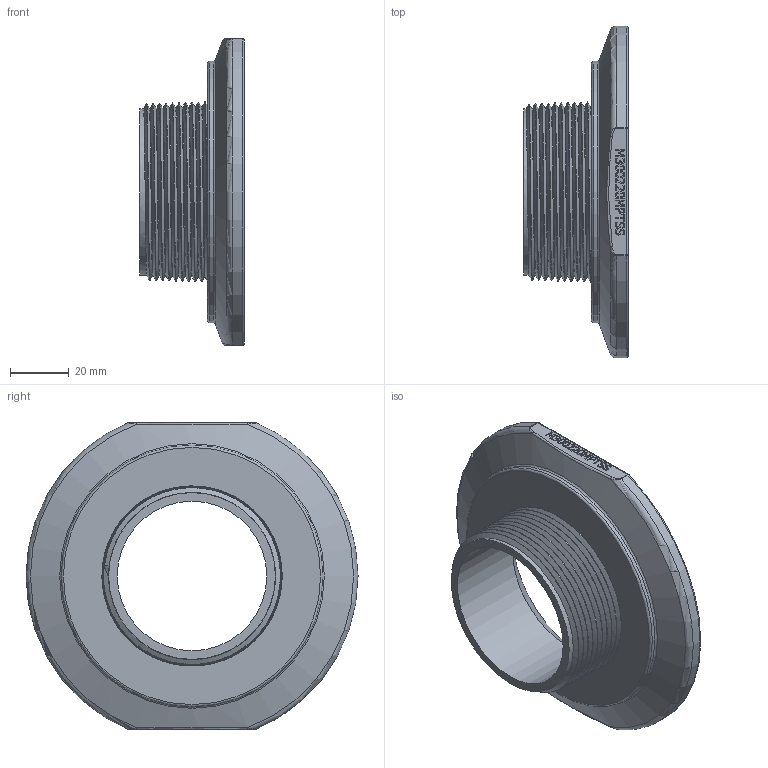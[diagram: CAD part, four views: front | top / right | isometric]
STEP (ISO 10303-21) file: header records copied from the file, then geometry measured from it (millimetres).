
FILE_DESCRIPTION((''),'2;1');
FILE_NAME('M300220MPTSS.stp','2013-06-20T11:40:58',('mclevenger'),(''),'Autodesk Inventor 2013','Autodesk Inventor 2013','');
FILE_SCHEMA(('AUTOMOTIVE_DESIGN { 1 0 10303 214 1 1 1 1 }'));
Length unit declared in the file: inch
Products named in the file (1): M300220MPTSS
Bounding box: 35.56 x 112.78 x 104.14 mm (x, y, z)
Volume: 79596 mm3; surface area: 30919.7 mm2
Topology: 1 solids, 1 shells, 336 faces, 898 edges, 587 vertices
Faces by surface type: bspline 161, plane 140, cone 13, cylinder 11, torus 7, sphere 4
Full cylindrical faces by diameter (mm): 50.8 x1, 88.9 x1, 94.31 x1
Entity records: 13771 total; most frequent: CARTESIAN_POINT 6780, ORIENTED_EDGE 1710, DIRECTION 899, EDGE_CURVE 855, VERTEX_POINT 567, VECTOR 487, LINE 487, EDGE_LOOP 364
